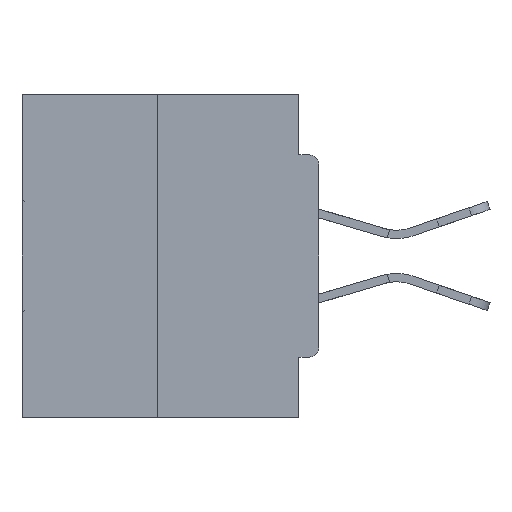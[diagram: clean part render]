
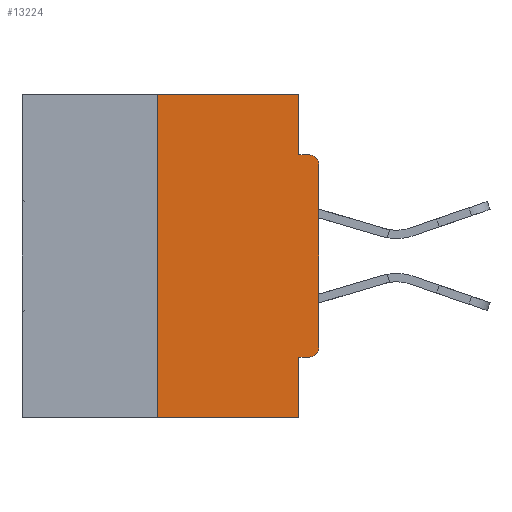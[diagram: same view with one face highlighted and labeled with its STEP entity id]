
A CAD part, left-side view. The second image highlights one B-rep face of the part: STEP entity #13224.
In plain terms, the highlighted planar face has unit normal (-1, 0, 0).
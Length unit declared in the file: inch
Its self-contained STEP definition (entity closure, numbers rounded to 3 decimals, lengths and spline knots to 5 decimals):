
#484 = CIRCLE ( 'NONE', #36978, 0.015 ) ;
#644 = DIRECTION ( 'NONE',  ( 0., -1., 0. ) ) ;
#2739 = DIRECTION ( 'NONE',  ( -1., 0., 0. ) ) ;
#3317 = CARTESIAN_POINT ( 'NONE',  ( 0., 0.25, 0. ) ) ;
#3786 = LINE ( 'NONE', #7103, #3838 ) ;
#3838 = VECTOR ( 'NONE', #644, 39.37008 ) ;
#4178 = EDGE_CURVE ( 'NONE', #36819, #35527, #26640, .T. ) ;
#4546 = DIRECTION ( 'NONE',  ( 0., -1., 0. ) ) ;
#5382 = LINE ( 'NONE', #3317, #38980 ) ;
#5529 = DIRECTION ( 'NONE',  ( 0., -1., 0. ) ) ;
#5657 = VERTEX_POINT ( 'NONE', #32131 ) ;
#6504 = DIRECTION ( 'NONE',  ( 0., 0., -1. ) ) ;
#6523 = VERTEX_POINT ( 'NONE', #18363 ) ;
#6563 = ORIENTED_EDGE ( 'NONE', *, *, #15296, .F. ) ;
#6730 = CARTESIAN_POINT ( 'NONE',  ( 0., 0., 0. ) ) ;
#7103 = CARTESIAN_POINT ( 'NONE',  ( 0., 0., -0.0935 ) ) ;
#8599 = LINE ( 'NONE', #28160, #36144 ) ;
#8824 = AXIS2_PLACEMENT_3D ( 'NONE', #34728, #22456, #6504 ) ;
#9168 = EDGE_CURVE ( 'NONE', #6523, #28332, #32352, .T. ) ;
#9197 = CARTESIAN_POINT ( 'NONE',  ( 0., 0.015, -0.1085 ) ) ;
#9353 = VECTOR ( 'NONE', #19211, 39.37008 ) ;
#9408 = DIRECTION ( 'NONE',  ( 0., 1., 0. ) ) ;
#9685 = DIRECTION ( 'NONE',  ( 0., 0., -1. ) ) ;
#9959 = VERTEX_POINT ( 'NONE', #10287 ) ;
#10186 = ORIENTED_EDGE ( 'NONE', *, *, #39736, .F. ) ;
#10287 = CARTESIAN_POINT ( 'NONE',  ( 0., 0.25, 0. ) ) ;
#10830 = ORIENTED_EDGE ( 'NONE', *, *, #20780, .T. ) ;
#10853 = EDGE_CURVE ( 'NONE', #27287, #35527, #14432, .T. ) ;
#11043 = CARTESIAN_POINT ( 'NONE',  ( 0., 0.031, 0. ) ) ;
#11158 = EDGE_CURVE ( 'NONE', #15208, #14749, #27746, .T. ) ;
#12361 = DIRECTION ( 'NONE',  ( 1., 0., 0. ) ) ;
#13224 = ADVANCED_FACE ( 'NONE', ( #41246 ), #19214, .F. ) ;
#13579 = CARTESIAN_POINT ( 'NONE',  ( 0., 0.031, -0.0935 ) ) ;
#14158 = EDGE_LOOP ( 'NONE', ( #33128, #6563, #27186, #36295, #10186, #30394, #27417, #10830, #37305, #31628 ) ) ;
#14432 = LINE ( 'NONE', #22328, #9353 ) ;
#14749 = VERTEX_POINT ( 'NONE', #13579 ) ;
#15208 = VERTEX_POINT ( 'NONE', #32302 ) ;
#15296 = EDGE_CURVE ( 'NONE', #36819, #9959, #5382, .T. ) ;
#15925 = VECTOR ( 'NONE', #33721, 39.37008 ) ;
#16112 = VECTOR ( 'NONE', #4546, 39.37008 ) ;
#16667 = EDGE_CURVE ( 'NONE', #9959, #15208, #42097, .T. ) ;
#17428 = EDGE_CURVE ( 'NONE', #14749, #28730, #3786, .T. ) ;
#17942 = VECTOR ( 'NONE', #5529, 39.37008 ) ;
#18363 = CARTESIAN_POINT ( 'NONE',  ( 0., 0.015, -0.4065 ) ) ;
#18964 = CARTESIAN_POINT ( 'NONE',  ( 0., 0., -0.3915 ) ) ;
#19211 = DIRECTION ( 'NONE',  ( 0., 0., -1. ) ) ;
#19214 = PLANE ( 'NONE',  #28912 ) ;
#20780 = EDGE_CURVE ( 'NONE', #5657, #28730, #484, .T. ) ;
#22205 = DIRECTION ( 'NONE',  ( 0., 0., -1. ) ) ;
#22328 = CARTESIAN_POINT ( 'NONE',  ( 0., 0.031, -0.5 ) ) ;
#22456 = DIRECTION ( 'NONE',  ( -1., 0., 0. ) ) ;
#24635 = CARTESIAN_POINT ( 'NONE',  ( 0., 0.46, -0.5 ) ) ;
#26640 = LINE ( 'NONE', #24635, #17942 ) ;
#27186 = ORIENTED_EDGE ( 'NONE', *, *, #4178, .T. ) ;
#27287 = VERTEX_POINT ( 'NONE', #39276 ) ;
#27417 = ORIENTED_EDGE ( 'NONE', *, *, #33084, .T. ) ;
#27746 = LINE ( 'NONE', #11043, #15925 ) ;
#28160 = CARTESIAN_POINT ( 'NONE',  ( 0., 0., -0.4065 ) ) ;
#28332 = VERTEX_POINT ( 'NONE', #18964 ) ;
#28730 = VERTEX_POINT ( 'NONE', #34579 ) ;
#28912 = AXIS2_PLACEMENT_3D ( 'NONE', #31791, #12361, #22205 ) ;
#29703 = CARTESIAN_POINT ( 'NONE',  ( 0., 0.25, -0.5 ) ) ;
#30153 = DIRECTION ( 'NONE',  ( 0., 0., 1. ) ) ;
#30251 = CARTESIAN_POINT ( 'NONE',  ( 0., 0.031, -0.5 ) ) ;
#30394 = ORIENTED_EDGE ( 'NONE', *, *, #9168, .T. ) ;
#31628 = ORIENTED_EDGE ( 'NONE', *, *, #11158, .F. ) ;
#31791 = CARTESIAN_POINT ( 'NONE',  ( 0., 0.46, 0. ) ) ;
#32131 = CARTESIAN_POINT ( 'NONE',  ( 0., 0., -0.1085 ) ) ;
#32302 = CARTESIAN_POINT ( 'NONE',  ( 0., 0.031, 0. ) ) ;
#32352 = CIRCLE ( 'NONE', #8824, 0.015 ) ;
#33084 = EDGE_CURVE ( 'NONE', #28332, #5657, #38704, .T. ) ;
#33118 = DIRECTION ( 'NONE',  ( 0., 0., 1. ) ) ;
#33128 = ORIENTED_EDGE ( 'NONE', *, *, #16667, .F. ) ;
#33721 = DIRECTION ( 'NONE',  ( 0., 0., -1. ) ) ;
#34579 = CARTESIAN_POINT ( 'NONE',  ( 0., 0.015, -0.0935 ) ) ;
#34728 = CARTESIAN_POINT ( 'NONE',  ( 0., 0.015, -0.3915 ) ) ;
#35527 = VERTEX_POINT ( 'NONE', #30251 ) ;
#36144 = VECTOR ( 'NONE', #9408, 39.37008 ) ;
#36295 = ORIENTED_EDGE ( 'NONE', *, *, #10853, .F. ) ;
#36819 = VERTEX_POINT ( 'NONE', #29703 ) ;
#36978 = AXIS2_PLACEMENT_3D ( 'NONE', #9197, #2739, #9685 ) ;
#37305 = ORIENTED_EDGE ( 'NONE', *, *, #17428, .F. ) ;
#37714 = VECTOR ( 'NONE', #30153, 39.37008 ) ;
#38704 = LINE ( 'NONE', #6730, #37714 ) ;
#38980 = VECTOR ( 'NONE', #33118, 39.37008 ) ;
#39276 = CARTESIAN_POINT ( 'NONE',  ( 0., 0.031, -0.4065 ) ) ;
#39736 = EDGE_CURVE ( 'NONE', #6523, #27287, #8599, .T. ) ;
#40736 = CARTESIAN_POINT ( 'NONE',  ( 0., 0.46, 0. ) ) ;
#41246 = FACE_OUTER_BOUND ( 'NONE', #14158, .T. ) ;
#42097 = LINE ( 'NONE', #40736, #16112 ) ;
